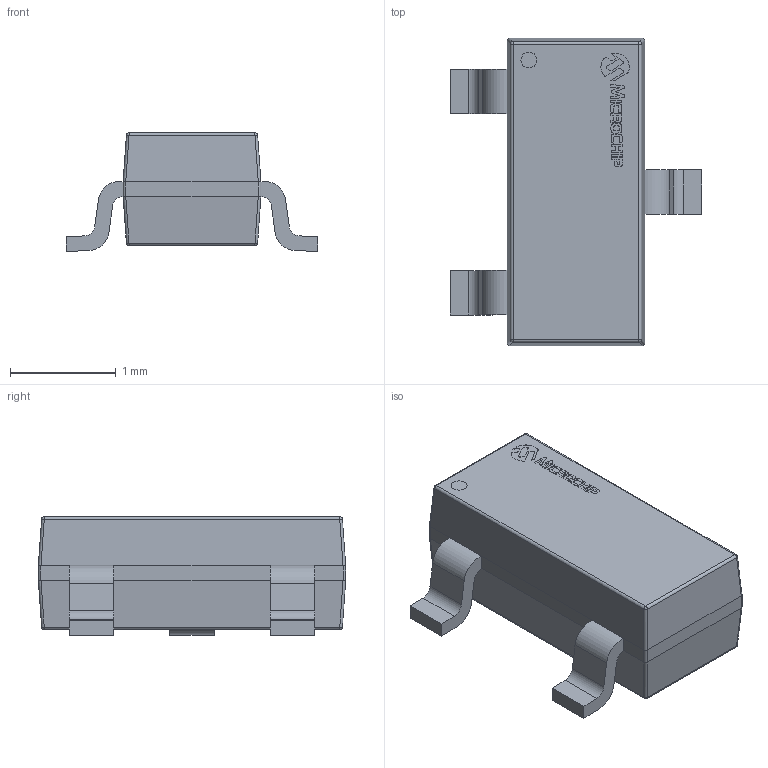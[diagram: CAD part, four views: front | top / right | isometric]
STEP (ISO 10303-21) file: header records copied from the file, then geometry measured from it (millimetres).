
FILE_DESCRIPTION (( 'STEP AP214' ), '1' );
FILE_NAME ('MCP9700AT-ETT.STEP', '2022-09-07T20:10:15', ( '' ), ( '' ), 'SwSTEP 2.0', 'SolidWorks 2022', '' );
FILE_SCHEMA (( 'AUTOMOTIVE_DESIGN' ));
Length unit declared in the file: millimetre
Products named in the file (3): MCP9700AT-ETT_3 PIN; Microchip Logo; MCP9700AT-ETT
Assembly tree (2 placements, depth 2):
  MCP9700AT-ETT
    MCP9700AT-ETT_3 PIN
    Microchip Logo
Bounding box: 2.37 x 2.9 x 1.12 mm (x, y, z)
Volume: 4.1 mm3; surface area: 19.2 mm2
Topology: 15 solids, 15 shells, 238 faces, 597 edges, 390 vertices
Faces by surface type: plane 109, bspline 85, cylinder 36, sphere 8
Entity records: 8255 total; most frequent: CARTESIAN_POINT 2359, ORIENTED_EDGE 1194, DIRECTION 791, EDGE_CURVE 597, VERTEX_POINT 390, LINE 363, VECTOR 363, EDGE_LOOP 247
